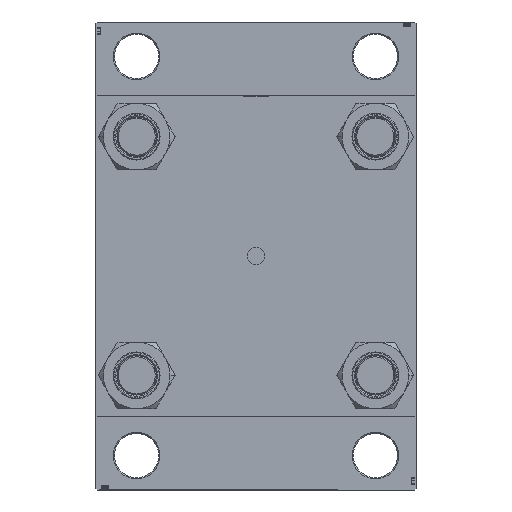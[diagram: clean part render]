
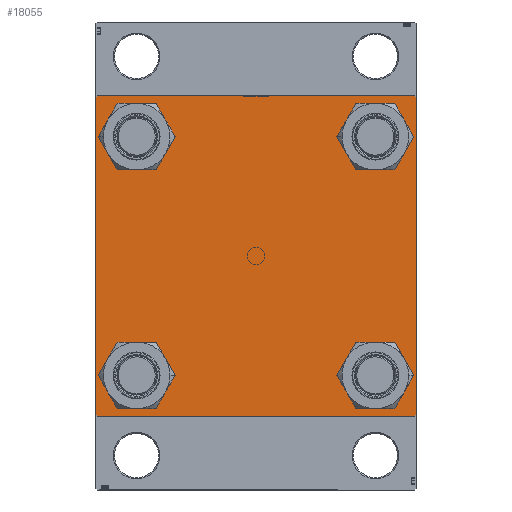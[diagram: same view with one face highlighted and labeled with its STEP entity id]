
A CAD part, left-side view. The second image highlights one B-rep face of the part: STEP entity #18055.
In plain terms, the highlighted planar face has unit normal (-1, 0, 0).
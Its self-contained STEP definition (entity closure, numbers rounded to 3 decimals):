
#348 = AXIS2_PLACEMENT_3D ( 'NONE', #39107, #31819, #1902 ) ;
#554 = ORIENTED_EDGE ( 'NONE', *, *, #25390, .T. ) ;
#673 = LINE ( 'NONE', #15712, #21209 ) ;
#1414 = EDGE_CURVE ( 'NONE', #14107, #18367, #45060, .T. ) ;
#1423 = DIRECTION ( 'NONE',  ( 1., 0., 0. ) ) ;
#1723 = CIRCLE ( 'NONE', #45236, 8.5 ) ;
#1902 = DIRECTION ( 'NONE',  ( 0., 0., 1. ) ) ;
#2295 = ORIENTED_EDGE ( 'NONE', *, *, #41567, .T. ) ;
#2336 = CARTESIAN_POINT ( 'NONE',  ( 0., 48.45, 56.95 ) ) ;
#2593 = AXIS2_PLACEMENT_3D ( 'NONE', #5768, #1423, #38149 ) ;
#2761 = CARTESIAN_POINT ( 'NONE',  ( 0., -65., 64.5 ) ) ;
#3057 = CARTESIAN_POINT ( 'NONE',  ( 0., 48.45, -56.95 ) ) ;
#3440 = DIRECTION ( 'NONE',  ( 0., 0., 1. ) ) ;
#3864 = VECTOR ( 'NONE', #11850, 1000. ) ;
#3972 = EDGE_CURVE ( 'NONE', #26363, #7366, #34207, .T. ) ;
#4157 = ORIENTED_EDGE ( 'NONE', *, *, #17087, .T. ) ;
#4438 = VECTOR ( 'NONE', #16132, 1000. ) ;
#4963 = AXIS2_PLACEMENT_3D ( 'NONE', #36238, #21396, #6559 ) ;
#5249 = EDGE_CURVE ( 'NONE', #41487, #41536, #7980, .T. ) ;
#5768 = CARTESIAN_POINT ( 'NONE',  ( 0., -48.45, 48.45 ) ) ;
#6513 = CIRCLE ( 'NONE', #4963, 8.5 ) ;
#6559 = DIRECTION ( 'NONE',  ( 0., 0., 1. ) ) ;
#6835 = CARTESIAN_POINT ( 'NONE',  ( 0., -48.45, -48.45 ) ) ;
#7366 = VERTEX_POINT ( 'NONE', #34213 ) ;
#7445 = CARTESIAN_POINT ( 'NONE',  ( 0., 48.45, -48.45 ) ) ;
#7682 = DIRECTION ( 'NONE',  ( 1., 0., 0. ) ) ;
#7980 = LINE ( 'NONE', #22585, #3864 ) ;
#8258 = VERTEX_POINT ( 'NONE', #43666 ) ;
#8409 = CARTESIAN_POINT ( 'NONE',  ( 0., 64.75, -64.75 ) ) ;
#8676 = ORIENTED_EDGE ( 'NONE', *, *, #33721, .T. ) ;
#8690 = EDGE_LOOP ( 'NONE', ( #8916, #14162 ) ) ;
#8916 = ORIENTED_EDGE ( 'NONE', *, *, #34486, .T. ) ;
#9738 = LINE ( 'NONE', #30755, #4438 ) ;
#10220 = VERTEX_POINT ( 'NONE', #45117 ) ;
#10401 = ORIENTED_EDGE ( 'NONE', *, *, #37807, .T. ) ;
#10599 = CARTESIAN_POINT ( 'NONE',  ( 0., 64.5, 65. ) ) ;
#11519 = CIRCLE ( 'NONE', #12320, 8.5 ) ;
#11850 = DIRECTION ( 'NONE',  ( 0., -1., 0. ) ) ;
#12320 = AXIS2_PLACEMENT_3D ( 'NONE', #44428, #21074, #39809 ) ;
#13079 = CARTESIAN_POINT ( 'NONE',  ( 0., 48.45, -39.95 ) ) ;
#13412 = CARTESIAN_POINT ( 'NONE',  ( 0., 48.45, 39.95 ) ) ;
#14107 = VERTEX_POINT ( 'NONE', #2761 ) ;
#14162 = ORIENTED_EDGE ( 'NONE', *, *, #24514, .T. ) ;
#14699 = VERTEX_POINT ( 'NONE', #13079 ) ;
#14947 = EDGE_CURVE ( 'NONE', #7366, #10220, #673, .T. ) ;
#15712 = CARTESIAN_POINT ( 'NONE',  ( 0., 65., -65. ) ) ;
#15810 = DIRECTION ( 'NONE',  ( 1., 0., 0. ) ) ;
#15990 = CARTESIAN_POINT ( 'NONE',  ( 0., 65., -64.5 ) ) ;
#16132 = DIRECTION ( 'NONE',  ( 0., -0.707, 0.707 ) ) ;
#16624 = DIRECTION ( 'NONE',  ( 1., 0., 0. ) ) ;
#16990 = CARTESIAN_POINT ( 'NONE',  ( 0., -64.75, 64.75 ) ) ;
#17087 = EDGE_CURVE ( 'NONE', #31434, #37650, #6513, .T. ) ;
#17139 = CARTESIAN_POINT ( 'NONE',  ( 0., -65., -64.5 ) ) ;
#17234 = DIRECTION ( 'NONE',  ( 0., 0.707, -0.707 ) ) ;
#18055 = ADVANCED_FACE ( 'NONE', ( #20619, #35462, #20858, #46642, #20144 ), #27924, .T. ) ;
#18367 = VERTEX_POINT ( 'NONE', #17139 ) ;
#18405 = CARTESIAN_POINT ( 'NONE',  ( 0., -48.45, -39.95 ) ) ;
#18620 = CIRCLE ( 'NONE', #24849, 8.5 ) ;
#19649 = EDGE_CURVE ( 'NONE', #14107, #41536, #20176, .T. ) ;
#20144 = FACE_OUTER_BOUND ( 'NONE', #29744, .T. ) ;
#20176 = LINE ( 'NONE', #16990, #47782 ) ;
#20409 = LINE ( 'NONE', #20895, #39325 ) ;
#20559 = CIRCLE ( 'NONE', #47776, 8.5 ) ;
#20619 = FACE_BOUND ( 'NONE', #24104, .T. ) ;
#20858 = FACE_BOUND ( 'NONE', #41333, .T. ) ;
#20895 = CARTESIAN_POINT ( 'NONE',  ( 0., 64.75, 64.75 ) ) ;
#21074 = DIRECTION ( 'NONE',  ( 1., 0., 0. ) ) ;
#21209 = VECTOR ( 'NONE', #34947, 1000. ) ;
#21233 = CIRCLE ( 'NONE', #2593, 8.5 ) ;
#21396 = DIRECTION ( 'NONE',  ( 1., 0., 0. ) ) ;
#21653 = CARTESIAN_POINT ( 'NONE',  ( 0., 65., 64.5 ) ) ;
#21798 = CARTESIAN_POINT ( 'NONE',  ( 0., -64.5, 65. ) ) ;
#22074 = EDGE_CURVE ( 'NONE', #31536, #46718, #20559, .T. ) ;
#22585 = CARTESIAN_POINT ( 'NONE',  ( 0., 65., 65. ) ) ;
#24098 = CARTESIAN_POINT ( 'NONE',  ( 0., -48.45, 56.95 ) ) ;
#24104 = EDGE_LOOP ( 'NONE', ( #27892, #46733 ) ) ;
#24154 = DIRECTION ( 'NONE',  ( 1., 0., 0. ) ) ;
#24514 = EDGE_CURVE ( 'NONE', #8258, #39785, #44729, .T. ) ;
#24849 = AXIS2_PLACEMENT_3D ( 'NONE', #45849, #16624, #45611 ) ;
#24953 = CARTESIAN_POINT ( 'NONE',  ( 0., -48.45, 39.95 ) ) ;
#25390 = EDGE_CURVE ( 'NONE', #41487, #40749, #20409, .T. ) ;
#26363 = VERTEX_POINT ( 'NONE', #15990 ) ;
#27598 = VERTEX_POINT ( 'NONE', #3057 ) ;
#27704 = EDGE_CURVE ( 'NONE', #10220, #18367, #9738, .T. ) ;
#27892 = ORIENTED_EDGE ( 'NONE', *, *, #44199, .T. ) ;
#27924 = PLANE ( 'NONE',  #348 ) ;
#28980 = DIRECTION ( 'NONE',  ( 1., 0., 0. ) ) ;
#29330 = DIRECTION ( 'NONE',  ( 0., 0., -1. ) ) ;
#29343 = VECTOR ( 'NONE', #29330, 1000. ) ;
#29644 = DIRECTION ( 'NONE',  ( 0., 0., -1. ) ) ;
#29744 = EDGE_LOOP ( 'NONE', ( #10401, #37840, #40573, #35951, #46407, #32443, #44643, #554 ) ) ;
#30050 = DIRECTION ( 'NONE',  ( 0., 0., 1. ) ) ;
#30352 = ORIENTED_EDGE ( 'NONE', *, *, #46422, .T. ) ;
#30748 = CARTESIAN_POINT ( 'NONE',  ( 0., 48.45, -48.45 ) ) ;
#30755 = CARTESIAN_POINT ( 'NONE',  ( 0., -64.75, -64.75 ) ) ;
#31434 = VERTEX_POINT ( 'NONE', #2336 ) ;
#31469 = DIRECTION ( 'NONE',  ( 0., 0., 1. ) ) ;
#31536 = VERTEX_POINT ( 'NONE', #24953 ) ;
#31819 = DIRECTION ( 'NONE',  ( -1., 0., 0. ) ) ;
#32443 = ORIENTED_EDGE ( 'NONE', *, *, #19649, .T. ) ;
#33307 = CARTESIAN_POINT ( 'NONE',  ( 0., 65., 65. ) ) ;
#33544 = LINE ( 'NONE', #33307, #35741 ) ;
#33721 = EDGE_CURVE ( 'NONE', #37650, #31434, #18620, .T. ) ;
#34207 = LINE ( 'NONE', #8409, #39534 ) ;
#34213 = CARTESIAN_POINT ( 'NONE',  ( 0., 64.5, -65. ) ) ;
#34486 = EDGE_CURVE ( 'NONE', #39785, #8258, #11519, .T. ) ;
#34947 = DIRECTION ( 'NONE',  ( 0., -1., 0. ) ) ;
#35462 = FACE_BOUND ( 'NONE', #8690, .T. ) ;
#35741 = VECTOR ( 'NONE', #29644, 1000. ) ;
#35951 = ORIENTED_EDGE ( 'NONE', *, *, #27704, .T. ) ;
#36238 = CARTESIAN_POINT ( 'NONE',  ( 0., 48.45, 48.45 ) ) ;
#36388 = CARTESIAN_POINT ( 'NONE',  ( 0., -65., 65. ) ) ;
#37650 = VERTEX_POINT ( 'NONE', #13412 ) ;
#37807 = EDGE_CURVE ( 'NONE', #40749, #26363, #33544, .T. ) ;
#37840 = ORIENTED_EDGE ( 'NONE', *, *, #3972, .T. ) ;
#38149 = DIRECTION ( 'NONE',  ( 0., 0., 1. ) ) ;
#38397 = CIRCLE ( 'NONE', #42279, 8.5 ) ;
#39107 = CARTESIAN_POINT ( 'NONE',  ( 0., 0., 0. ) ) ;
#39124 = EDGE_LOOP ( 'NONE', ( #4157, #8676 ) ) ;
#39325 = VECTOR ( 'NONE', #17234, 1000. ) ;
#39534 = VECTOR ( 'NONE', #41266, 1000. ) ;
#39785 = VERTEX_POINT ( 'NONE', #18405 ) ;
#39809 = DIRECTION ( 'NONE',  ( 0., 0., 1. ) ) ;
#40573 = ORIENTED_EDGE ( 'NONE', *, *, #14947, .T. ) ;
#40749 = VERTEX_POINT ( 'NONE', #21653 ) ;
#41266 = DIRECTION ( 'NONE',  ( 0., -0.707, -0.707 ) ) ;
#41333 = EDGE_LOOP ( 'NONE', ( #30352, #2295 ) ) ;
#41487 = VERTEX_POINT ( 'NONE', #10599 ) ;
#41536 = VERTEX_POINT ( 'NONE', #21798 ) ;
#41567 = EDGE_CURVE ( 'NONE', #27598, #14699, #1723, .T. ) ;
#41625 = AXIS2_PLACEMENT_3D ( 'NONE', #6835, #28980, #3440 ) ;
#42279 = AXIS2_PLACEMENT_3D ( 'NONE', #30748, #24154, #31469 ) ;
#43666 = CARTESIAN_POINT ( 'NONE',  ( 0., -48.45, -56.95 ) ) ;
#44199 = EDGE_CURVE ( 'NONE', #46718, #31536, #21233, .T. ) ;
#44428 = CARTESIAN_POINT ( 'NONE',  ( 0., -48.45, -48.45 ) ) ;
#44643 = ORIENTED_EDGE ( 'NONE', *, *, #5249, .F. ) ;
#44729 = CIRCLE ( 'NONE', #41625, 8.5 ) ;
#45060 = LINE ( 'NONE', #36388, #29343 ) ;
#45117 = CARTESIAN_POINT ( 'NONE',  ( 0., -64.5, -65. ) ) ;
#45236 = AXIS2_PLACEMENT_3D ( 'NONE', #7445, #7682, #30050 ) ;
#45518 = DIRECTION ( 'NONE',  ( 0., 0., 1. ) ) ;
#45611 = DIRECTION ( 'NONE',  ( 0., 0., 1. ) ) ;
#45757 = CARTESIAN_POINT ( 'NONE',  ( 0., -48.45, 48.45 ) ) ;
#45849 = CARTESIAN_POINT ( 'NONE',  ( 0., 48.45, 48.45 ) ) ;
#46407 = ORIENTED_EDGE ( 'NONE', *, *, #1414, .F. ) ;
#46422 = EDGE_CURVE ( 'NONE', #14699, #27598, #38397, .T. ) ;
#46642 = FACE_BOUND ( 'NONE', #39124, .T. ) ;
#46718 = VERTEX_POINT ( 'NONE', #24098 ) ;
#46733 = ORIENTED_EDGE ( 'NONE', *, *, #22074, .T. ) ;
#46922 = DIRECTION ( 'NONE',  ( 0., 0.707, 0.707 ) ) ;
#47776 = AXIS2_PLACEMENT_3D ( 'NONE', #45757, #15810, #45518 ) ;
#47782 = VECTOR ( 'NONE', #46922, 1000. ) ;
